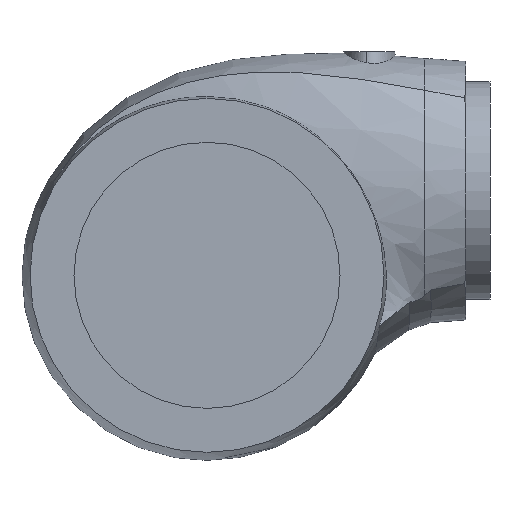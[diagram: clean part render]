
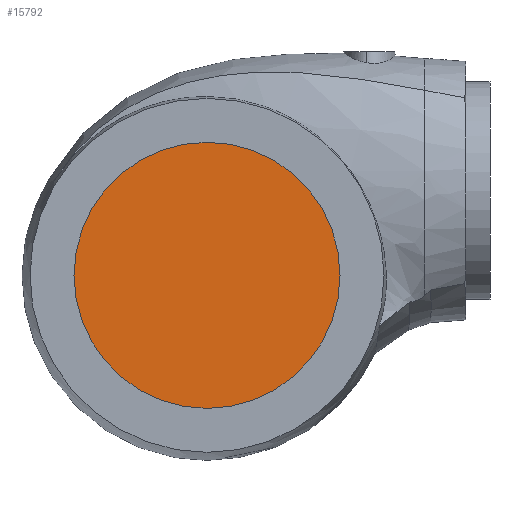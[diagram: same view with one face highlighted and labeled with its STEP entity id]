
A CAD part, front view. The second image highlights one B-rep face of the part: STEP entity #15792.
In plain terms, the highlighted planar face has unit normal (0, -1, 0).
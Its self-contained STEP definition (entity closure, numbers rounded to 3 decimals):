
#931 = CYLINDRICAL_SURFACE('',#932,55.);
#932 = AXIS2_PLACEMENT_3D('',#933,#934,#935);
#933 = CARTESIAN_POINT('',(25.,-57.5,855.));
#934 = DIRECTION('',(0.,-1.,0.));
#935 = DIRECTION('',(0.,0.,-1.));
#15792 = ADVANCED_FACE('',(#15793),#15806,.T.);
#15793 = FACE_BOUND('',#15794,.T.);
#15794 = EDGE_LOOP('',(#15795));
#15795 = ORIENTED_EDGE('',*,*,#15796,.F.);
#15796 = EDGE_CURVE('',#15797,#15797,#15799,.T.);
#15797 = VERTEX_POINT('',#15798);
#15798 = CARTESIAN_POINT('',(25.,-67.5,910.));
#15799 = SURFACE_CURVE('',#15800,(#15805,#15821),.PCURVE_S1.);
#15800 = CIRCLE('',#15801,55.);
#15801 = AXIS2_PLACEMENT_3D('',#15802,#15803,#15804);
#15802 = CARTESIAN_POINT('',(25.,-67.5,855.));
#15803 = DIRECTION('',(0.,1.,0.));
#15804 = DIRECTION('',(0.,0.,1.));
#15805 = PCURVE('',#15806,#15811);
#15806 = PLANE('',#15807);
#15807 = AXIS2_PLACEMENT_3D('',#15808,#15809,#15810);
#15808 = CARTESIAN_POINT('',(25.,-67.5,855.));
#15809 = DIRECTION('',(0.,-1.,0.));
#15810 = DIRECTION('',(0.,0.,-1.));
#15811 = DEFINITIONAL_REPRESENTATION('',(#15812),#15820);
#15812 = ( BOUNDED_CURVE() B_SPLINE_CURVE(2,(#15813,#15814,#15815,#15816
    ,#15817,#15818,#15819),.UNSPECIFIED.,.T.,.F.) 
B_SPLINE_CURVE_WITH_KNOTS((1,2,2,2,2,1),(-2.094,0.,
    2.094,4.189,6.283,8.378),
.UNSPECIFIED.) CURVE() GEOMETRIC_REPRESENTATION_ITEM() 
RATIONAL_B_SPLINE_CURVE((1.,0.5,1.,0.5,1.,0.5,1.)) REPRESENTATION_ITEM(
  '') );
#15813 = CARTESIAN_POINT('',(-55.,0.));
#15814 = CARTESIAN_POINT('',(-55.,95.263));
#15815 = CARTESIAN_POINT('',(27.5,47.631));
#15816 = CARTESIAN_POINT('',(110.,0.));
#15817 = CARTESIAN_POINT('',(27.5,-47.631));
#15818 = CARTESIAN_POINT('',(-55.,-95.263));
#15819 = CARTESIAN_POINT('',(-55.,0.));
#15820 = ( GEOMETRIC_REPRESENTATION_CONTEXT(2) 
PARAMETRIC_REPRESENTATION_CONTEXT() REPRESENTATION_CONTEXT('2D SPACE',''
  ) );
#15821 = PCURVE('',#931,#15822);
#15822 = DEFINITIONAL_REPRESENTATION('',(#15823),#15827);
#15823 = LINE('',#15824,#15825);
#15824 = CARTESIAN_POINT('',(3.142,10.));
#15825 = VECTOR('',#15826,1.);
#15826 = DIRECTION('',(-1.,0.));
#15827 = ( GEOMETRIC_REPRESENTATION_CONTEXT(2) 
PARAMETRIC_REPRESENTATION_CONTEXT() REPRESENTATION_CONTEXT('2D SPACE',''
  ) );
